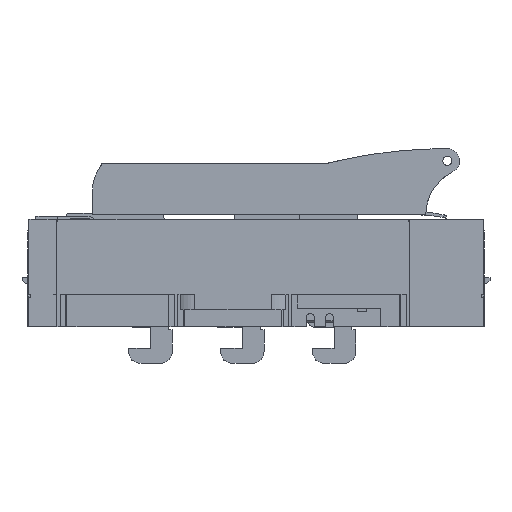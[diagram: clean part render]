
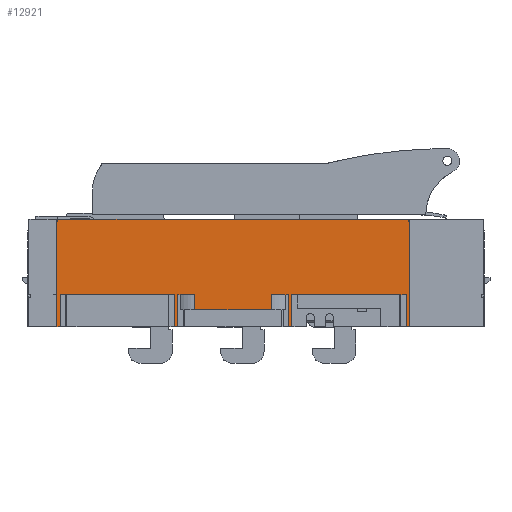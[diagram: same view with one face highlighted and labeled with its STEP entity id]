
A CAD part, front view. The second image highlights one B-rep face of the part: STEP entity #12921.
In plain terms, the highlighted planar face has unit normal (0, -1, 0).
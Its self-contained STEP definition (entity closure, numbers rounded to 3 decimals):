
#12870=AXIS2_PLACEMENT_3D('Plane Axis2P3D',#12867,#12868,#12869) ;
#903=CARTESIAN_POINT('Line Origine',(-113.,-91.75,10.5)) ;
#907=CARTESIAN_POINT('Vertex',(-113.,-91.75,0.)) ;
#909=CARTESIAN_POINT('Vertex',(-113.,-91.75,21.)) ;
#996=CARTESIAN_POINT('Vertex',(-115.,-91.75,0.)) ;
#999=CARTESIAN_POINT('Line Origine',(-115.,-91.75,35.)) ;
#1003=CARTESIAN_POINT('Vertex',(-115.,-91.75,70.)) ;
#1659=CARTESIAN_POINT('Vertex',(115.,-91.75,70.)) ;
#1662=CARTESIAN_POINT('Line Origine',(115.,-91.75,35.)) ;
#1666=CARTESIAN_POINT('Vertex',(115.,-91.75,0.)) ;
#1972=CARTESIAN_POINT('Line Origine',(114.,-91.75,0.)) ;
#1976=CARTESIAN_POINT('Vertex',(113.,-91.75,0.)) ;
#2928=CARTESIAN_POINT('Line Origine',(0.,-91.75,70.)) ;
#2977=CARTESIAN_POINT('Line Origine',(113.,-91.75,10.5)) ;
#2981=CARTESIAN_POINT('Vertex',(113.,-91.75,21.)) ;
#3005=CARTESIAN_POINT('Vertex',(25.,-91.75,21.)) ;
#3010=CARTESIAN_POINT('Line Origine',(25.,-91.75,12.66)) ;
#3014=CARTESIAN_POINT('Vertex',(25.,-91.75,11.)) ;
#3043=CARTESIAN_POINT('Line Origine',(0.,-91.75,11.)) ;
#3047=CARTESIAN_POINT('Vertex',(-25.,-91.75,11.)) ;
#3067=CARTESIAN_POINT('Line Origine',(-25.,-91.75,12.66)) ;
#3071=CARTESIAN_POINT('Vertex',(-25.,-91.75,21.)) ;
#8605=CARTESIAN_POINT('Vertex',(36.,-91.75,0.)) ;
#8608=CARTESIAN_POINT('Line Origine',(36.,-91.75,10.5)) ;
#8612=CARTESIAN_POINT('Vertex',(36.,-91.75,21.)) ;
#8638=CARTESIAN_POINT('Line Origine',(38.,-91.75,10.5)) ;
#8642=CARTESIAN_POINT('Vertex',(38.,-91.75,0.)) ;
#8644=CARTESIAN_POINT('Vertex',(38.,-91.75,21.)) ;
#12119=CARTESIAN_POINT('Line Origine',(37.,-91.75,0.)) ;
#12135=CARTESIAN_POINT('Vertex',(-36.,-91.75,0.)) ;
#12138=CARTESIAN_POINT('Line Origine',(-37.,-91.75,0.)) ;
#12142=CARTESIAN_POINT('Vertex',(-38.,-91.75,0.)) ;
#12157=CARTESIAN_POINT('Line Origine',(-114.,-91.75,0.)) ;
#12675=CARTESIAN_POINT('Line Origine',(-75.5,-91.75,21.)) ;
#12679=CARTESIAN_POINT('Vertex',(-38.,-91.75,21.)) ;
#12867=CARTESIAN_POINT('Axis2P3D Location',(0.,-91.75,0.)) ;
#12872=CARTESIAN_POINT('Line Origine',(-38.,-91.75,10.5)) ;
#12877=CARTESIAN_POINT('Line Origine',(-36.,-91.75,10.5)) ;
#12881=CARTESIAN_POINT('Vertex',(-36.,-91.75,21.)) ;
#12884=CARTESIAN_POINT('Line Origine',(-30.5,-91.75,21.)) ;
#12889=CARTESIAN_POINT('Line Origine',(30.5,-91.75,21.)) ;
#12894=CARTESIAN_POINT('Line Origine',(75.5,-91.75,21.)) ;
#904=DIRECTION('Vector Direction',(0.,0.,1.)) ;
#1000=DIRECTION('Vector Direction',(0.,0.,1.)) ;
#1663=DIRECTION('Vector Direction',(0.,0.,1.)) ;
#1973=DIRECTION('Vector Direction',(1.,0.,0.)) ;
#2929=DIRECTION('Vector Direction',(1.,0.,0.)) ;
#2978=DIRECTION('Vector Direction',(0.,0.,1.)) ;
#3011=DIRECTION('Vector Direction',(0.,0.,1.)) ;
#3044=DIRECTION('Vector Direction',(-1.,0.,0.)) ;
#3068=DIRECTION('Vector Direction',(0.,0.,1.)) ;
#8609=DIRECTION('Vector Direction',(0.,0.,1.)) ;
#8639=DIRECTION('Vector Direction',(0.,0.,1.)) ;
#12120=DIRECTION('Vector Direction',(-1.,0.,0.)) ;
#12139=DIRECTION('Vector Direction',(1.,0.,0.)) ;
#12158=DIRECTION('Vector Direction',(1.,0.,0.)) ;
#12676=DIRECTION('Vector Direction',(1.,0.,0.)) ;
#12868=DIRECTION('Axis2P3D Direction',(0.,1.,0.)) ;
#12869=DIRECTION('Axis2P3D XDirection',(0.,0.,1.)) ;
#12873=DIRECTION('Vector Direction',(0.,0.,1.)) ;
#12878=DIRECTION('Vector Direction',(0.,0.,1.)) ;
#12885=DIRECTION('Vector Direction',(1.,0.,0.)) ;
#12890=DIRECTION('Vector Direction',(1.,0.,0.)) ;
#12895=DIRECTION('Vector Direction',(1.,0.,0.)) ;
#905=VECTOR('Line Direction',#904,1.) ;
#1001=VECTOR('Line Direction',#1000,1.) ;
#1664=VECTOR('Line Direction',#1663,1.) ;
#1974=VECTOR('Line Direction',#1973,1.) ;
#2930=VECTOR('Line Direction',#2929,1.) ;
#2979=VECTOR('Line Direction',#2978,1.) ;
#3012=VECTOR('Line Direction',#3011,1.) ;
#3045=VECTOR('Line Direction',#3044,1.) ;
#3069=VECTOR('Line Direction',#3068,1.) ;
#8610=VECTOR('Line Direction',#8609,1.) ;
#8640=VECTOR('Line Direction',#8639,1.) ;
#12121=VECTOR('Line Direction',#12120,1.) ;
#12140=VECTOR('Line Direction',#12139,1.) ;
#12159=VECTOR('Line Direction',#12158,1.) ;
#12677=VECTOR('Line Direction',#12676,1.) ;
#12874=VECTOR('Line Direction',#12873,1.) ;
#12879=VECTOR('Line Direction',#12878,1.) ;
#12886=VECTOR('Line Direction',#12885,1.) ;
#12891=VECTOR('Line Direction',#12890,1.) ;
#12896=VECTOR('Line Direction',#12895,1.) ;
#12900=ORIENTED_EDGE('',*,*,#911,.T.) ;
#12901=ORIENTED_EDGE('',*,*,#12681,.F.) ;
#12902=ORIENTED_EDGE('',*,*,#12876,.F.) ;
#12903=ORIENTED_EDGE('',*,*,#12144,.T.) ;
#12904=ORIENTED_EDGE('',*,*,#12883,.T.) ;
#12905=ORIENTED_EDGE('',*,*,#12888,.F.) ;
#12906=ORIENTED_EDGE('',*,*,#3073,.F.) ;
#12907=ORIENTED_EDGE('',*,*,#3049,.F.) ;
#12908=ORIENTED_EDGE('',*,*,#3016,.T.) ;
#12909=ORIENTED_EDGE('',*,*,#12893,.F.) ;
#12910=ORIENTED_EDGE('',*,*,#8614,.F.) ;
#12911=ORIENTED_EDGE('',*,*,#12123,.T.) ;
#12912=ORIENTED_EDGE('',*,*,#8646,.T.) ;
#12913=ORIENTED_EDGE('',*,*,#12898,.F.) ;
#12914=ORIENTED_EDGE('',*,*,#2983,.F.) ;
#12915=ORIENTED_EDGE('',*,*,#1978,.T.) ;
#12916=ORIENTED_EDGE('',*,*,#1668,.T.) ;
#12917=ORIENTED_EDGE('',*,*,#2932,.F.) ;
#12918=ORIENTED_EDGE('',*,*,#1005,.F.) ;
#12919=ORIENTED_EDGE('',*,*,#12161,.T.) ;
#12921=ADVANCED_FACE('',(#12920),#12871,.F.) ;
#911=EDGE_CURVE('',#908,#910,#906,.T.) ;
#1005=EDGE_CURVE('',#997,#1004,#1002,.T.) ;
#1668=EDGE_CURVE('',#1667,#1660,#1665,.T.) ;
#1978=EDGE_CURVE('',#1977,#1667,#1975,.T.) ;
#2932=EDGE_CURVE('',#1004,#1660,#2931,.T.) ;
#2983=EDGE_CURVE('',#1977,#2982,#2980,.T.) ;
#3016=EDGE_CURVE('',#3015,#3006,#3013,.T.) ;
#3049=EDGE_CURVE('',#3015,#3048,#3046,.T.) ;
#3073=EDGE_CURVE('',#3048,#3072,#3070,.T.) ;
#8614=EDGE_CURVE('',#8606,#8613,#8611,.T.) ;
#8646=EDGE_CURVE('',#8643,#8645,#8641,.T.) ;
#12123=EDGE_CURVE('',#8606,#8643,#12122,.F.) ;
#12144=EDGE_CURVE('',#12143,#12136,#12141,.T.) ;
#12161=EDGE_CURVE('',#997,#908,#12160,.T.) ;
#12681=EDGE_CURVE('',#12680,#910,#12678,.F.) ;
#12876=EDGE_CURVE('',#12143,#12680,#12875,.T.) ;
#12883=EDGE_CURVE('',#12136,#12882,#12880,.T.) ;
#12888=EDGE_CURVE('',#3072,#12882,#12887,.F.) ;
#12893=EDGE_CURVE('',#8613,#3006,#12892,.F.) ;
#12898=EDGE_CURVE('',#2982,#8645,#12897,.F.) ;
#12899=EDGE_LOOP('',(#12900,#12901,#12902,#12903,#12904,#12905,#12906,#12907,#12908,#12909,#12910,#12911,#12912,#12913,#12914,#12915,#12916,#12917,#12918,#12919)) ;
#12920=FACE_OUTER_BOUND('',#12899,.T.) ;
#906=LINE('Line',#903,#905) ;
#1002=LINE('Line',#999,#1001) ;
#1665=LINE('Line',#1662,#1664) ;
#1975=LINE('Line',#1972,#1974) ;
#2931=LINE('Line',#2928,#2930) ;
#2980=LINE('Line',#2977,#2979) ;
#3013=LINE('Line',#3010,#3012) ;
#3046=LINE('Line',#3043,#3045) ;
#3070=LINE('Line',#3067,#3069) ;
#8611=LINE('Line',#8608,#8610) ;
#8641=LINE('Line',#8638,#8640) ;
#12122=LINE('Line',#12119,#12121) ;
#12141=LINE('Line',#12138,#12140) ;
#12160=LINE('Line',#12157,#12159) ;
#12678=LINE('Line',#12675,#12677) ;
#12875=LINE('Line',#12872,#12874) ;
#12880=LINE('Line',#12877,#12879) ;
#12887=LINE('Line',#12884,#12886) ;
#12892=LINE('Line',#12889,#12891) ;
#12897=LINE('Line',#12894,#12896) ;
#12871=PLANE('Plane',#12870) ;
#908=VERTEX_POINT('',#907) ;
#910=VERTEX_POINT('',#909) ;
#997=VERTEX_POINT('',#996) ;
#1004=VERTEX_POINT('',#1003) ;
#1660=VERTEX_POINT('',#1659) ;
#1667=VERTEX_POINT('',#1666) ;
#1977=VERTEX_POINT('',#1976) ;
#2982=VERTEX_POINT('',#2981) ;
#3006=VERTEX_POINT('',#3005) ;
#3015=VERTEX_POINT('',#3014) ;
#3048=VERTEX_POINT('',#3047) ;
#3072=VERTEX_POINT('',#3071) ;
#8606=VERTEX_POINT('',#8605) ;
#8613=VERTEX_POINT('',#8612) ;
#8643=VERTEX_POINT('',#8642) ;
#8645=VERTEX_POINT('',#8644) ;
#12136=VERTEX_POINT('',#12135) ;
#12143=VERTEX_POINT('',#12142) ;
#12680=VERTEX_POINT('',#12679) ;
#12882=VERTEX_POINT('',#12881) ;
